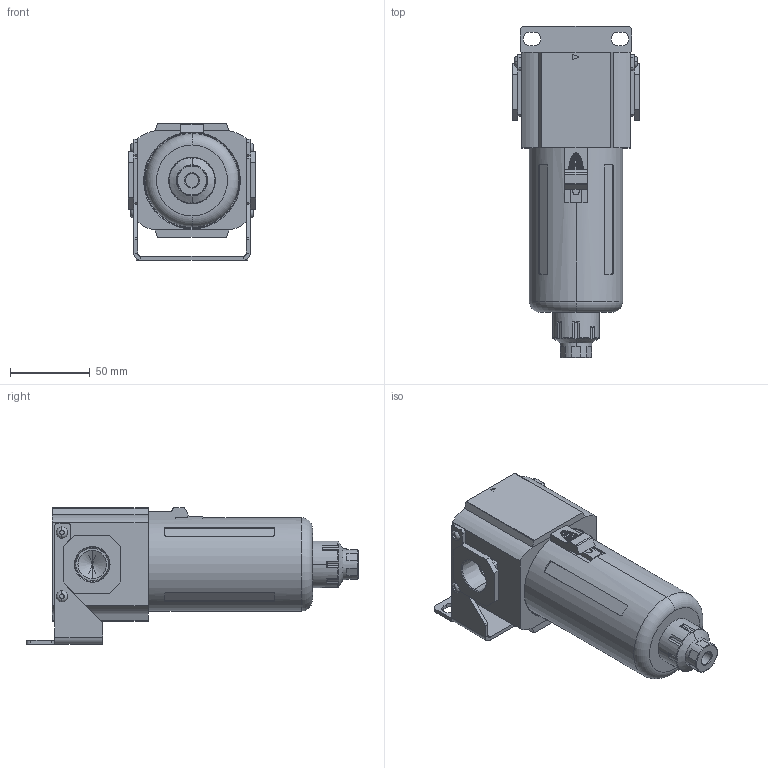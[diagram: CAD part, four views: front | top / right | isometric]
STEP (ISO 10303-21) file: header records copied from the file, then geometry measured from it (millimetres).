
FILE_DESCRIPTION (( 'STEP AP203' ), '1' );
FILE_NAME ('AF-443-M.step', '2015-11-09T22:37:58', ( '' ), ( '' ), 'SwSTEP 2.0', 'SolidWorks 2015', '' );
FILE_SCHEMA (( 'CONFIG_CONTROL_DESIGN' ));
Length unit declared in the file: millimetre
Products named in the file (1): AF-443-M
Bounding box: 80 x 208 x 85.5 mm (x, y, z)
Volume: 389619.1 mm3; surface area: 93829.8 mm2
Topology: 9 solids, 9 shells, 394 faces, 1019 edges, 658 vertices
Faces by surface type: plane 246, cylinder 94, torus 27, cone 27
Entity records: 12268 total; most frequent: CARTESIAN_POINT 2595, ORIENTED_EDGE 2030, DIRECTION 1970, EDGE_CURVE 1015, AXIS2_PLACEMENT_3D 685, VERTEX_POINT 658, LINE 600, VECTOR 600
